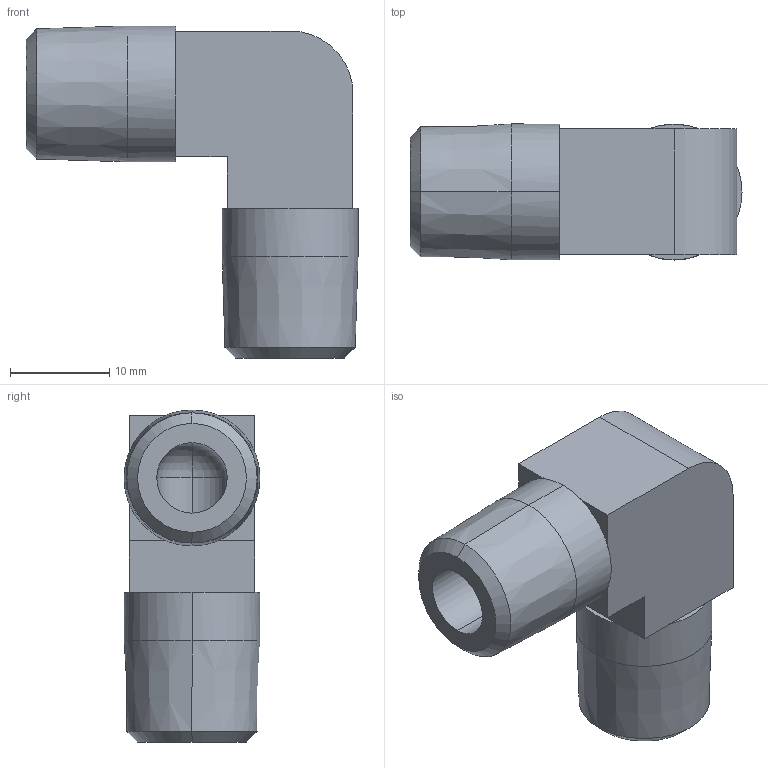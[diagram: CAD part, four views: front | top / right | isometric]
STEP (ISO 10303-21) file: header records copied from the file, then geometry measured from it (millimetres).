
FILE_DESCRIPTION(('starvars output'),'2;1');
FILE_NAME('cv20221221182324000015497.stp','18:23:24 2022/12/21',( 'Thomas Industrial Network Germany GmbH'),( 'Thomas Industrial Network Germany GmbH'),'unknown preprocess','ACIS' ,'unknown authorization');
FILE_SCHEMA(('AUTOMOTIVE_DESIGN_CC2 {UNKNOWN IMPLEMENTATION LEVEL}'));
Length unit declared in the file: millimetre
Products named in the file (1): PRODUCT_ID_1
Bounding box: 33.53 x 13.72 x 33.53 mm (x, y, z)
Volume: 5797.1 mm3; surface area: 3778.4 mm2
Topology: 1 solids, 1 shells, 43 faces, 98 edges, 55 vertices
Faces by surface type: plane 24, cylinder 9, cone 8, sphere 2
Entity records: 1328 total; most frequent: ORIENTED_EDGE 192, CARTESIAN_POINT 136, DIRECTION 119, EDGE_CURVE 96, VERTEX_POINT 55, EDGE_LOOP 45, FACE_BOUND 45, STYLED_ITEM 44
